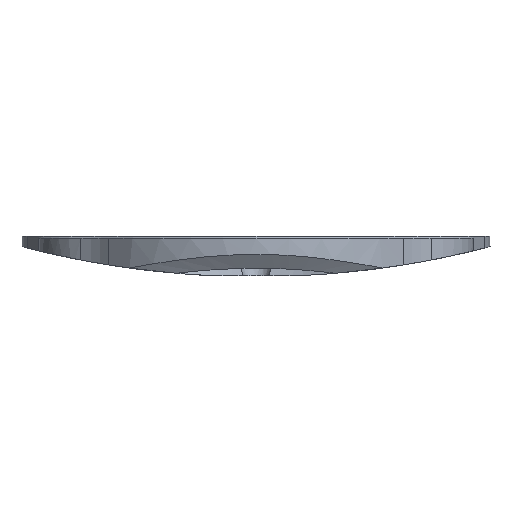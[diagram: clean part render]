
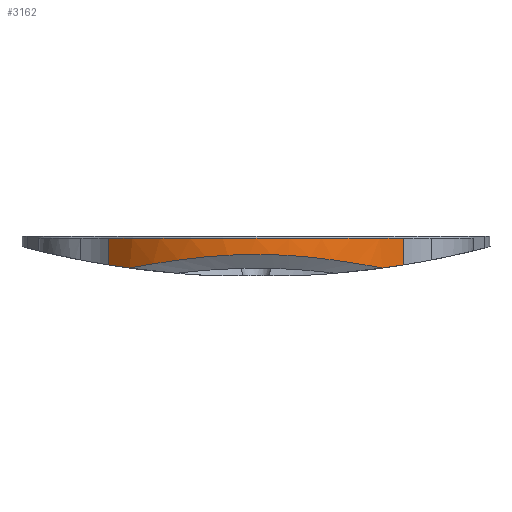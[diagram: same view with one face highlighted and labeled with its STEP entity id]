
A CAD part, front view. The second image highlights one B-rep face of the part: STEP entity #3162.
In plain terms, the highlighted cylindrical face has radius 55.88 mm (diameter 111.76 mm), a partial arc.
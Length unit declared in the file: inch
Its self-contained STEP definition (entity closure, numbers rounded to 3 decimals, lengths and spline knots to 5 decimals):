
#69=B_SPLINE_CURVE_WITH_KNOTS('',3,(#5373,#5374,#5375,#5376,#5377,#5378,
#5379,#5380,#5381,#5382,#5383,#5384),.UNSPECIFIED.,.F.,.F.,(4,2,2,2,2,4),
(0.86838,2.15792,4.13134,5.67037,7.78451,
8.82285),.UNSPECIFIED.);
#70=B_SPLINE_CURVE_WITH_KNOTS('',3,(#5387,#5388,#5389,#5390,#5391,#5392),
 .UNSPECIFIED.,.F.,.F.,(4,2,4),(12.22396,12.67046,13.07512),
 .UNSPECIFIED.);
#71=B_SPLINE_CURVE_WITH_KNOTS('',3,(#5399,#5400,#5401,#5402,#5403,#5404),
 .UNSPECIFIED.,.F.,.F.,(4,2,4),(3.81903,4.22368,4.67018),
 .UNSPECIFIED.);
#197=CYLINDRICAL_SURFACE('',#3434,2.2);
#328=FACE_OUTER_BOUND('',#517,.T.);
#517=EDGE_LOOP('',(#2408,#2409,#2410,#2411,#2412,#2413));
#748=CIRCLE('',#3435,2.2);
#931=LINE('',#5394,#1167);
#932=LINE('',#5398,#1168);
#1167=VECTOR('',#4045,0.3937);
#1168=VECTOR('',#4048,0.3937);
#1463=VERTEX_POINT('',#5355);
#1464=VERTEX_POINT('',#5363);
#1465=VERTEX_POINT('',#5386);
#1466=VERTEX_POINT('',#5393);
#1467=VERTEX_POINT('',#5395);
#1468=VERTEX_POINT('',#5397);
#1834=EDGE_CURVE('',#1463,#1464,#69,.T.);
#1835=EDGE_CURVE('',#1464,#1465,#70,.T.);
#1836=EDGE_CURVE('',#1466,#1465,#931,.T.);
#1837=EDGE_CURVE('',#1466,#1467,#748,.T.);
#1838=EDGE_CURVE('',#1468,#1467,#932,.T.);
#1839=EDGE_CURVE('',#1468,#1463,#71,.T.);
#2408=ORIENTED_EDGE('',*,*,#1834,.T.);
#2409=ORIENTED_EDGE('',*,*,#1835,.T.);
#2410=ORIENTED_EDGE('',*,*,#1836,.F.);
#2411=ORIENTED_EDGE('',*,*,#1837,.T.);
#2412=ORIENTED_EDGE('',*,*,#1838,.F.);
#2413=ORIENTED_EDGE('',*,*,#1839,.T.);
#3162=ADVANCED_FACE('',(#328),#197,.T.);
#3434=AXIS2_PLACEMENT_3D('',#5385,#4043,#4044);
#3435=AXIS2_PLACEMENT_3D('',#5396,#4046,#4047);
#4043=DIRECTION('center_axis',(0.,0.,-1.));
#4044=DIRECTION('ref_axis',(-0.757,-0.654,0.));
#4045=DIRECTION('',(0.,0.,-1.));
#4046=DIRECTION('center_axis',(0.,0.,-1.));
#4047=DIRECTION('ref_axis',(-0.757,-0.654,0.));
#4048=DIRECTION('',(0.,0.,1.));
#5355=CARTESIAN_POINT('',(-1.42548,-1.67571,-0.44591));
#5363=CARTESIAN_POINT('',(1.42548,-1.67571,-0.44591));
#5373=CARTESIAN_POINT('Ctrl Pts',(-1.42548,-1.67571,-0.44591));
#5374=CARTESIAN_POINT('Ctrl Pts',(-1.29845,-1.78377,-0.42175));
#5375=CARTESIAN_POINT('Ctrl Pts',(-1.15934,-1.87722,-0.39737));
#5376=CARTESIAN_POINT('Ctrl Pts',(-0.78304,-2.07183,
-0.34055));
#5377=CARTESIAN_POINT('Ctrl Pts',(-0.53555,-2.14942,
-0.31118));
#5378=CARTESIAN_POINT('Ctrl Pts',(-0.07916,-2.2078,
-0.28856));
#5379=CARTESIAN_POINT('Ctrl Pts',(0.12226,-2.20582,-0.28941));
#5380=CARTESIAN_POINT('Ctrl Pts',(0.59538,-2.13591,-0.31627));
#5381=CARTESIAN_POINT('Ctrl Pts',(0.85799,-2.04431,-0.35017));
#5382=CARTESIAN_POINT('Ctrl Pts',(1.21287,-1.84041,-0.40685));
#5383=CARTESIAN_POINT('Ctrl Pts',(1.32312,-1.76278,-0.42644));
#5384=CARTESIAN_POINT('Ctrl Pts',(1.42548,-1.67571,-0.44591));
#5385=CARTESIAN_POINT('Origin',(0.,0.,-0.18));
#5386=CARTESIAN_POINT('',(1.66479,-1.43822,-0.41005));
#5387=CARTESIAN_POINT('Ctrl Pts',(1.42548,-1.67571,-0.44591));
#5388=CARTESIAN_POINT('Ctrl Pts',(1.47099,-1.637,-0.43962));
#5389=CARTESIAN_POINT('Ctrl Pts',(1.51444,-1.59683,-0.43332));
#5390=CARTESIAN_POINT('Ctrl Pts',(1.59297,-1.5183,-0.42147));
#5391=CARTESIAN_POINT('Ctrl Pts',(1.62946,-1.47912,-0.41576));
#5392=CARTESIAN_POINT('Ctrl Pts',(1.66479,-1.43822,-0.41005));
#5393=CARTESIAN_POINT('',(1.66479,-1.43822,-0.11));
#5394=CARTESIAN_POINT('',(1.66479,-1.43822,-0.18));
#5395=CARTESIAN_POINT('',(-1.66479,-1.43822,-0.11));
#5396=CARTESIAN_POINT('Origin',(0.,0.,-0.11));
#5397=CARTESIAN_POINT('',(-1.66479,-1.43822,-0.41005));
#5398=CARTESIAN_POINT('',(-1.66479,-1.43822,-0.18));
#5399=CARTESIAN_POINT('Ctrl Pts',(-1.66479,-1.43822,-0.41005));
#5400=CARTESIAN_POINT('Ctrl Pts',(-1.62946,-1.47912,-0.41576));
#5401=CARTESIAN_POINT('Ctrl Pts',(-1.59297,-1.5183,-0.42147));
#5402=CARTESIAN_POINT('Ctrl Pts',(-1.51444,-1.59683,-0.43332));
#5403=CARTESIAN_POINT('Ctrl Pts',(-1.47099,-1.637,-0.43962));
#5404=CARTESIAN_POINT('Ctrl Pts',(-1.42548,-1.67571,-0.44591));
